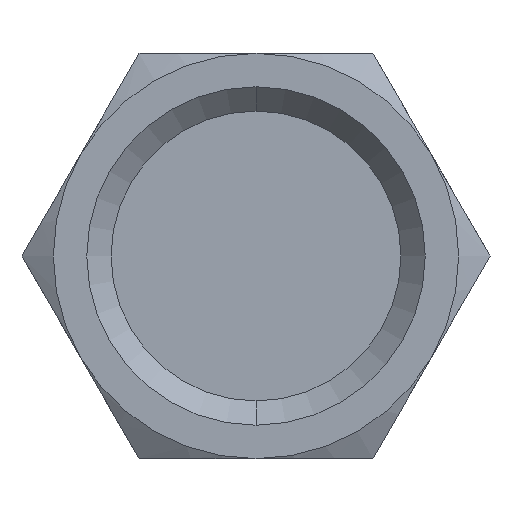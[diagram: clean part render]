
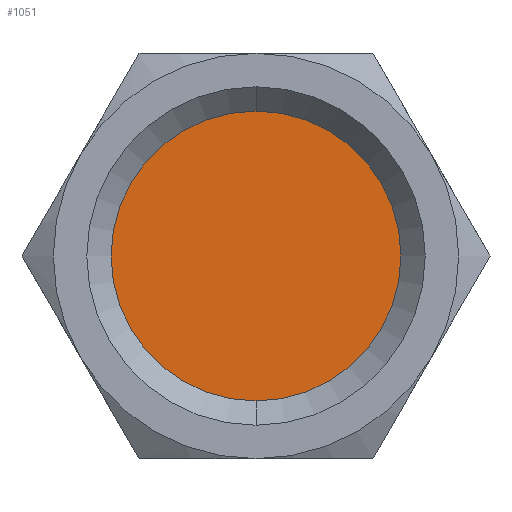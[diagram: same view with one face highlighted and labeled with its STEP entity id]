
A CAD part, front view. The second image highlights one B-rep face of the part: STEP entity #1051.
In plain terms, the highlighted planar face has unit normal (0, -1, 0).
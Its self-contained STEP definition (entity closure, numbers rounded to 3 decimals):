
#203 = PLANE ( 'NONE',  #346 ) ;
#211 = CARTESIAN_POINT ( 'NONE',  ( 6.708, -6.275, 0. ) ) ;
#212 = DIRECTION ( 'NONE',  ( 0., -1., 0. ) ) ;
#213 = DIRECTION ( 'NONE',  ( 0., 0., -1. ) ) ;
#346 = AXIS2_PLACEMENT_3D ( 'NONE', #211, #212, #213 ) ;
#508 = FACE_OUTER_BOUND ( 'NONE', #877, .T. ) ;
#580 = EDGE_CURVE ( 'NONE', #2377, #2378, #2397, .T. ) ;
#632 = EDGE_CURVE ( 'NONE', #2378, #2377, #2427, .T. ) ;
#679 = AXIS2_PLACEMENT_3D ( 'NONE', #1246, #1245, #1244 ) ;
#697 = AXIS2_PLACEMENT_3D ( 'NONE', #1361, #1424, #1355 ) ;
#877 = EDGE_LOOP ( 'NONE', ( #2269, #2270 ) ) ;
#1051 = ADVANCED_FACE ( 'NONE', ( #508 ), #203, .T. ) ;
#1244 = DIRECTION ( 'NONE',  ( 0., 0., -1. ) ) ;
#1245 = DIRECTION ( 'NONE',  ( 0., -1., 0. ) ) ;
#1246 = CARTESIAN_POINT ( 'NONE',  ( -1.788, -6.275, 0. ) ) ;
#1355 = DIRECTION ( 'NONE',  ( 0., 0., -1. ) ) ;
#1361 = CARTESIAN_POINT ( 'NONE',  ( -1.788, -6.275, 0. ) ) ;
#1424 = DIRECTION ( 'NONE',  ( 0., -1., 0. ) ) ;
#2130 = CARTESIAN_POINT ( 'NONE',  ( -1.788, -6.275, 7.15 ) ) ;
#2131 = CARTESIAN_POINT ( 'NONE',  ( -1.788, -6.275, -7.15 ) ) ;
#2269 = ORIENTED_EDGE ( 'NONE', *, *, #632, .T. ) ;
#2270 = ORIENTED_EDGE ( 'NONE', *, *, #580, .T. ) ;
#2377 = VERTEX_POINT ( 'NONE', #2130 ) ;
#2378 = VERTEX_POINT ( 'NONE', #2131 ) ;
#2397 = CIRCLE ( 'NONE', #679, 7.15 ) ;
#2427 = CIRCLE ( 'NONE', #697, 7.15 ) ;
